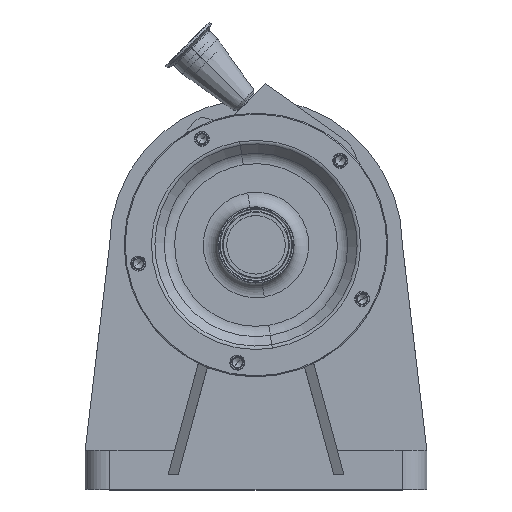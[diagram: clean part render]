
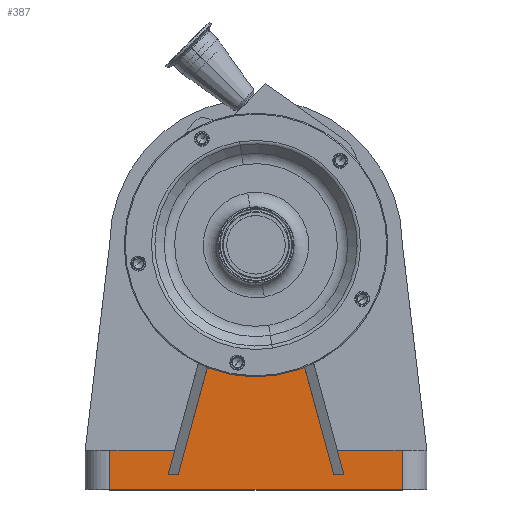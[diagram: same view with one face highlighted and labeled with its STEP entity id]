
A CAD part, top view. The second image highlights one B-rep face of the part: STEP entity #387.
In plain terms, the highlighted planar face has unit normal (0, 0, 1).
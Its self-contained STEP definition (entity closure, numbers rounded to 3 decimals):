
#148 = CARTESIAN_POINT ( 'NONE',  ( 0., 250., -80. ) ) ;
#264 = EDGE_CURVE ( 'NONE', #4672, #8232, #951, .T. ) ;
#374 = VERTEX_POINT ( 'NONE', #10050 ) ;
#387 = ADVANCED_FACE ( 'NONE', ( #1157 ), #6181, .F. ) ;
#533 = DIRECTION ( 'NONE',  ( 0.262, -0.965, 0. ) ) ;
#594 = DIRECTION ( 'NONE',  ( -0.262, 0.965, 0. ) ) ;
#676 = LINE ( 'NONE', #4765, #8229 ) ;
#757 = ORIENTED_EDGE ( 'NONE', *, *, #7557, .T. ) ;
#875 = ORIENTED_EDGE ( 'NONE', *, *, #2880, .T. ) ;
#951 = LINE ( 'NONE', #4119, #1788 ) ;
#1157 = FACE_OUTER_BOUND ( 'NONE', #3961, .T. ) ;
#1248 = DIRECTION ( 'NONE',  ( 0., -1., 0. ) ) ;
#1284 = DIRECTION ( 'NONE',  ( 1., 0., 0. ) ) ;
#1572 = CARTESIAN_POINT ( 'NONE',  ( 83.204, 40., -80. ) ) ;
#1615 = CARTESIAN_POINT ( 'NONE',  ( -67.186, 98.928, -80. ) ) ;
#1788 = VECTOR ( 'NONE', #2558, 1000. ) ;
#1833 = CIRCLE ( 'NONE', #5708, 100. ) ;
#2063 = DIRECTION ( 'NONE',  ( -0.262, -0.965, 0. ) ) ;
#2208 = CARTESIAN_POINT ( 'NONE',  ( -149.6, 40., -80. ) ) ;
#2268 = VERTEX_POINT ( 'NONE', #3468 ) ;
#2281 = CARTESIAN_POINT ( 'NONE',  ( 79.637, 15., -80. ) ) ;
#2414 = LINE ( 'NONE', #1615, #3692 ) ;
#2515 = LINE ( 'NONE', #4373, #2936 ) ;
#2558 = DIRECTION ( 'NONE',  ( 1., 0., 0. ) ) ;
#2600 = VECTOR ( 'NONE', #2063, 1000. ) ;
#2629 = VECTOR ( 'NONE', #8024, 1000. ) ;
#2862 = DIRECTION ( 'NONE',  ( 0., 0., -1. ) ) ;
#2880 = EDGE_CURVE ( 'NONE', #4380, #374, #9517, .T. ) ;
#2898 = VERTEX_POINT ( 'NONE', #7107 ) ;
#2936 = VECTOR ( 'NONE', #533, 1000. ) ;
#2987 = ORIENTED_EDGE ( 'NONE', *, *, #6183, .T. ) ;
#3017 = LINE ( 'NONE', #3810, #9134 ) ;
#3074 = LINE ( 'NONE', #9385, #4466 ) ;
#3200 = VECTOR ( 'NONE', #594, 1000. ) ;
#3468 = CARTESIAN_POINT ( 'NONE',  ( 149.6, 0., -80. ) ) ;
#3473 = AXIS2_PLACEMENT_3D ( 'NONE', #9476, #2862, #9372 ) ;
#3484 = DIRECTION ( 'NONE',  ( -1., 0., 0. ) ) ;
#3506 = EDGE_CURVE ( 'NONE', #7761, #8780, #10024, .T. ) ;
#3516 = CARTESIAN_POINT ( 'NONE',  ( -90., 15., -80. ) ) ;
#3576 = EDGE_CURVE ( 'NONE', #4672, #8780, #2515, .T. ) ;
#3692 = VECTOR ( 'NONE', #6556, 1000. ) ;
#3810 = CARTESIAN_POINT ( 'NONE',  ( 149.6, 0., -80. ) ) ;
#3847 = VERTEX_POINT ( 'NONE', #7790 ) ;
#3883 = CARTESIAN_POINT ( 'NONE',  ( 80.35, 12.377, -80. ) ) ;
#3913 = ORIENTED_EDGE ( 'NONE', *, *, #4293, .F. ) ;
#3961 = EDGE_LOOP ( 'NONE', ( #2987, #5398, #7805, #3913, #875, #8322, #4723, #7970, #7782, #9726, #6761, #757 ) ) ;
#4119 = CARTESIAN_POINT ( 'NONE',  ( 149.6, 40., -80. ) ) ;
#4255 = DIRECTION ( 'NONE',  ( 0., 0., -1. ) ) ;
#4293 = EDGE_CURVE ( 'NONE', #4380, #9370, #10531, .T. ) ;
#4373 = CARTESIAN_POINT ( 'NONE',  ( 87.773, 23.194, -80. ) ) ;
#4380 = VERTEX_POINT ( 'NONE', #4976 ) ;
#4466 = VECTOR ( 'NONE', #1284, 1000. ) ;
#4619 = DIRECTION ( 'NONE',  ( 1., 0., 0. ) ) ;
#4672 = VERTEX_POINT ( 'NONE', #1572 ) ;
#4723 = ORIENTED_EDGE ( 'NONE', *, *, #8795, .F. ) ;
#4757 = VECTOR ( 'NONE', #9172, 1000. ) ;
#4765 = CARTESIAN_POINT ( 'NONE',  ( 149.6, 40., -80. ) ) ;
#4976 = CARTESIAN_POINT ( 'NONE',  ( -149.6, 40., -80. ) ) ;
#5090 = EDGE_CURVE ( 'NONE', #8998, #2898, #3074, .T. ) ;
#5105 = CARTESIAN_POINT ( 'NONE',  ( 0., 15., -80. ) ) ;
#5398 = ORIENTED_EDGE ( 'NONE', *, *, #5090, .F. ) ;
#5486 = LINE ( 'NONE', #3883, #3200 ) ;
#5529 = CARTESIAN_POINT ( 'NONE',  ( 149.6, 40., -80. ) ) ;
#5708 = AXIS2_PLACEMENT_3D ( 'NONE', #148, #4255, #3484 ) ;
#5872 = CARTESIAN_POINT ( 'NONE',  ( -40.6, 158.613, -80. ) ) ;
#6181 = PLANE ( 'NONE',  #3473 ) ;
#6183 = EDGE_CURVE ( 'NONE', #9394, #2898, #7026, .T. ) ;
#6283 = DIRECTION ( 'NONE',  ( 0., -1., 0. ) ) ;
#6556 = DIRECTION ( 'NONE',  ( 0.262, 0.965, 0. ) ) ;
#6761 = ORIENTED_EDGE ( 'NONE', *, *, #9682, .T. ) ;
#7026 = LINE ( 'NONE', #7914, #2600 ) ;
#7107 = CARTESIAN_POINT ( 'NONE',  ( -79.637, 15., -80. ) ) ;
#7115 = CARTESIAN_POINT ( 'NONE',  ( 90., 15., -80. ) ) ;
#7557 = EDGE_CURVE ( 'NONE', #3847, #9394, #1833, .T. ) ;
#7617 = CARTESIAN_POINT ( 'NONE',  ( 149.6, 40., -80. ) ) ;
#7761 = VERTEX_POINT ( 'NONE', #2281 ) ;
#7782 = ORIENTED_EDGE ( 'NONE', *, *, #3576, .T. ) ;
#7790 = CARTESIAN_POINT ( 'NONE',  ( 40.6, 158.613, -80. ) ) ;
#7805 = ORIENTED_EDGE ( 'NONE', *, *, #8069, .T. ) ;
#7914 = CARTESIAN_POINT ( 'NONE',  ( -40.6, 158.613, -80. ) ) ;
#7970 = ORIENTED_EDGE ( 'NONE', *, *, #264, .F. ) ;
#8024 = DIRECTION ( 'NONE',  ( 1., 0., 0. ) ) ;
#8069 = EDGE_CURVE ( 'NONE', #8998, #9370, #2414, .T. ) ;
#8229 = VECTOR ( 'NONE', #6283, 1000. ) ;
#8232 = VERTEX_POINT ( 'NONE', #7617 ) ;
#8316 = CARTESIAN_POINT ( 'NONE',  ( -83.204, 40., -80. ) ) ;
#8322 = ORIENTED_EDGE ( 'NONE', *, *, #10479, .T. ) ;
#8780 = VERTEX_POINT ( 'NONE', #7115 ) ;
#8795 = EDGE_CURVE ( 'NONE', #8232, #2268, #676, .T. ) ;
#8998 = VERTEX_POINT ( 'NONE', #3516 ) ;
#9031 = VECTOR ( 'NONE', #1248, 1000. ) ;
#9134 = VECTOR ( 'NONE', #4619, 1000. ) ;
#9172 = DIRECTION ( 'NONE',  ( 1., 0., 0. ) ) ;
#9370 = VERTEX_POINT ( 'NONE', #8316 ) ;
#9372 = DIRECTION ( 'NONE',  ( -1., 0., 0. ) ) ;
#9385 = CARTESIAN_POINT ( 'NONE',  ( -90., 15., -80. ) ) ;
#9394 = VERTEX_POINT ( 'NONE', #5872 ) ;
#9476 = CARTESIAN_POINT ( 'NONE',  ( 149.6, 40., -80. ) ) ;
#9517 = LINE ( 'NONE', #2208, #9031 ) ;
#9682 = EDGE_CURVE ( 'NONE', #7761, #3847, #5486, .T. ) ;
#9726 = ORIENTED_EDGE ( 'NONE', *, *, #3506, .F. ) ;
#10024 = LINE ( 'NONE', #5105, #4757 ) ;
#10050 = CARTESIAN_POINT ( 'NONE',  ( -149.6, 0., -80. ) ) ;
#10479 = EDGE_CURVE ( 'NONE', #374, #2268, #3017, .T. ) ;
#10531 = LINE ( 'NONE', #5529, #2629 ) ;
